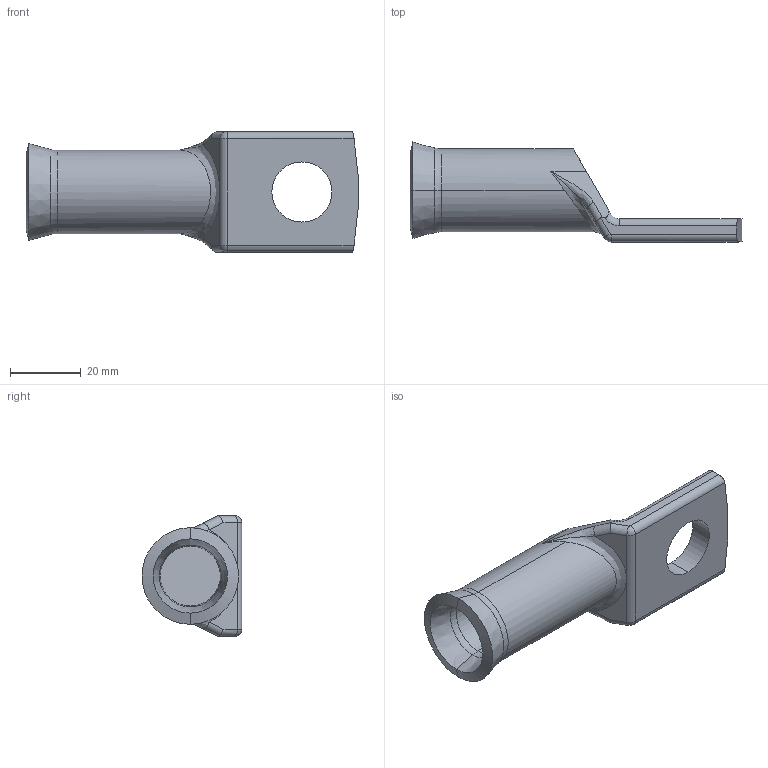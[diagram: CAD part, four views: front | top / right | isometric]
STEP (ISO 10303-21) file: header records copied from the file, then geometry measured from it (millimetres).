
FILE_DESCRIPTION (( 'STEP AP203' ), '1' );
FILE_NAME ('150 mm² DIN NORM BAKIR SKP M16.STEP', '2025-07-18T05:47:03', ( '' ), ( '' ), 'SwSTEP 2.0', 'SolidWorks 2023', '' );
FILE_SCHEMA (( 'CONFIG_CONTROL_DESIGN' ));
Length unit declared in the file: millimetre
Products named in the file (1): 150 mm² DIN NORM BAKIR SKP M16
Bounding box: 93.86 x 28.25 x 34 mm (x, y, z)
Volume: 20024.4 mm3; surface area: 10577.8 mm2
Topology: 1 solids, 1 shells, 43 faces, 103 edges, 60 vertices
Faces by surface type: cylinder 17, plane 9, torus 8, cone 6, bspline 3
Entity records: 1593 total; most frequent: CARTESIAN_POINT 569, ORIENTED_EDGE 202, DIRECTION 198, EDGE_CURVE 101, AXIS2_PLACEMENT_3D 79, VERTEX_POINT 60, EDGE_LOOP 45, ADVANCED_FACE 43
